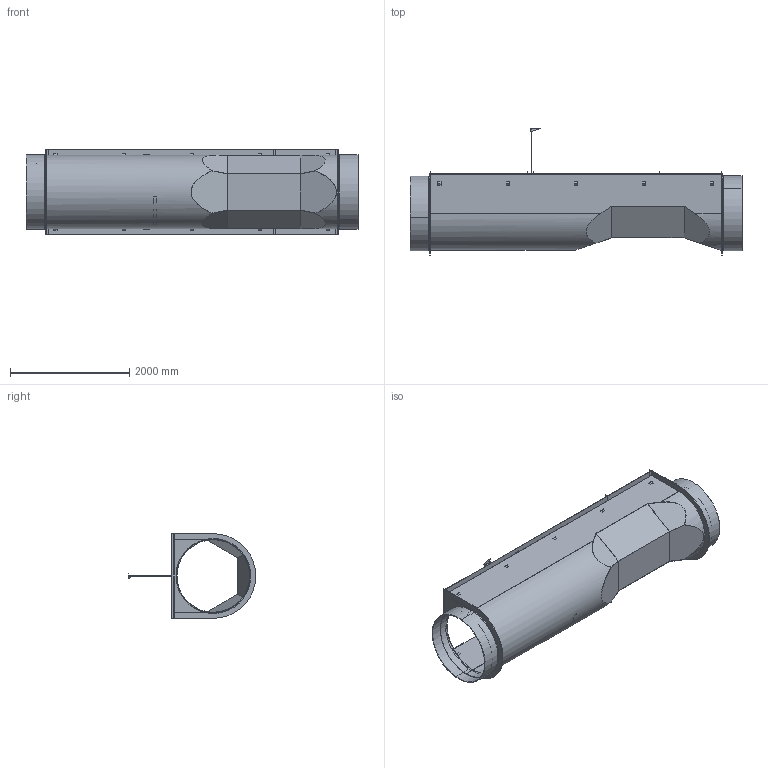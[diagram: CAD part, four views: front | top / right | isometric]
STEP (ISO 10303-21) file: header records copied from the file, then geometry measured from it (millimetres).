
FILE_DESCRIPTION (( 'STEP AP214' ), '1' );
FILE_NAME ('48in Palmer Bowlus Assem1 with options.STEP', '2020-12-02T19:50:47', ( '' ), ( '' ), 'SwSTEP 2.0', 'SolidWorks 2020', '' );
FILE_SCHEMA (( 'AUTOMOTIVE_DESIGN' ));
Length unit declared in the file: inch
Products named in the file (15): Spreader Bar add on_Default<As Machined>;   Rev ATop Bracket Rev A sheet metal; PB - Flume hold down clip_Default<As Machined>;   Rev ATop Bracket Tube;   Rev Abase plate;   Ultrasonic Transducer Assy_0.5H Flume; 48in PB staff gauge; hex nut_ai_HNUT 0.2500-20-D-N; Fernco Coupler_48 INCH FERNCO FITTING; Palmer bowlus flume with equations_48 inch Default<As Machined>;   Rev ATop Bracket Assembly; PB inlet pipe stub with equations_48 INCH PIPE STUB; Copy of 49976 Rev Ashaft^  Ultrasonic Transducer Assy; 48in Palmer Bowlus Assem1 with options;   C Channel Ultrasonic Bkt_0.5H Flume<As Machined>
Assembly tree (25 placements, depth 4):
  48in Palmer Bowlus Assem1 with options
    Palmer bowlus flume with equations_48 inch Default<As Machined>
    48in PB staff gauge
    PB - Flume hold down clip_Default<As Machined>  x10
    PB inlet pipe stub with equations_48 INCH PIPE STUB  x2
    Fernco Coupler_48 INCH FERNCO FITTING  x2
    Spreader Bar add on_Default<As Machined>
      Ultrasonic Transducer Assy_0.5H Flume
        Rev Abase plate
      Copy of 49976 Rev Ashaft^  Ultrasonic Transducer Assy
        Rev ATop Bracket Assembly
        hex nut_ai_HNUT 0.2500-20-D-N
          Rev ATop Bracket Tube
          Rev ATop Bracket Rev A sheet metal
        C Channel Ultrasonic Bkt_0.5H Flume<As Machined>
Bounding box: 5575.3 x 2140 x 1422.4 mm (x, y, z)
Volume: 152676395 mm3; surface area: 45286960.3 mm2
Topology: 25 solids, 25 shells, 288 faces, 676 edges, 438 vertices
Faces by surface type: plane 199, cylinder 71, cone 16, bspline 2
Entity records: 6887 total; most frequent: CARTESIAN_POINT 1363, DIRECTION 886, ORIENTED_EDGE 848, EDGE_CURVE 424, AXIS2_PLACEMENT_3D 299, LINE 288, VECTOR 288, VERTEX_POINT 270
